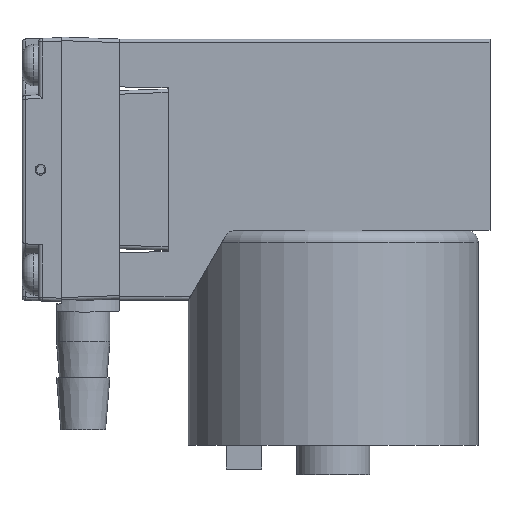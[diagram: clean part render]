
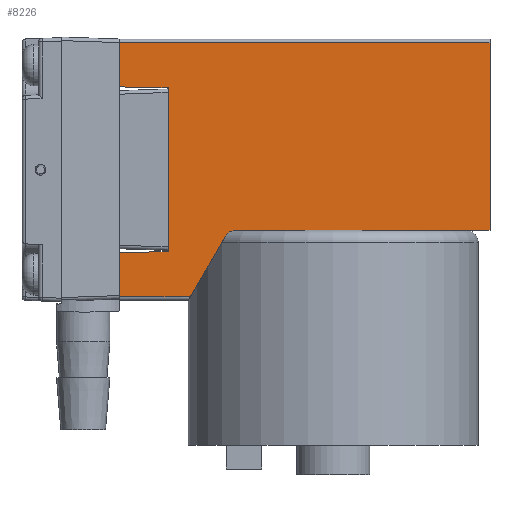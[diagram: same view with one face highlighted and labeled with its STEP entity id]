
A CAD part, left-side view. The second image highlights one B-rep face of the part: STEP entity #8226.
In plain terms, the highlighted planar face has unit normal (-1, 0, 0).
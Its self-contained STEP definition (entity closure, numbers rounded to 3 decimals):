
#90 = LINE ( 'NONE', #7519, #15722 ) ;
#824 = CARTESIAN_POINT ( 'NONE',  ( -11., 26.1, -6.9 ) ) ;
#874 = ORIENTED_EDGE ( 'NONE', *, *, #17751, .T. ) ;
#881 = CARTESIAN_POINT ( 'NONE',  ( -11., 30.2, 6.972 ) ) ;
#962 = DIRECTION ( 'NONE',  ( 1., 0., 0. ) ) ;
#1039 = VECTOR ( 'NONE', #12245, 1000. ) ;
#1086 = DIRECTION ( 'NONE',  ( -1., 0., 0. ) ) ;
#1206 = CARTESIAN_POINT ( 'NONE',  ( -11., 30.2, -6.972 ) ) ;
#1394 = VERTEX_POINT ( 'NONE', #6141 ) ;
#1684 = VERTEX_POINT ( 'NONE', #881 ) ;
#1910 = DIRECTION ( 'NONE',  ( 0., 0., 1. ) ) ;
#1975 = ORIENTED_EDGE ( 'NONE', *, *, #17314, .T. ) ;
#2331 = VERTEX_POINT ( 'NONE', #15951 ) ;
#2531 = ORIENTED_EDGE ( 'NONE', *, *, #15913, .F. ) ;
#2780 = VERTEX_POINT ( 'NONE', #3904 ) ;
#3005 = DIRECTION ( 'NONE',  ( 0., 1., -0.017 ) ) ;
#3418 = LINE ( 'NONE', #5693, #19052 ) ;
#3552 = ORIENTED_EDGE ( 'NONE', *, *, #17429, .T. ) ;
#3709 = VERTEX_POINT ( 'NONE', #9120 ) ;
#3790 = ORIENTED_EDGE ( 'NONE', *, *, #16036, .T. ) ;
#3804 = EDGE_CURVE ( 'NONE', #1394, #8636, #12213, .T. ) ;
#3904 = CARTESIAN_POINT ( 'NONE',  ( -11., 20.416, -5.1 ) ) ;
#3954 = CARTESIAN_POINT ( 'NONE',  ( -11., 30.2, 10.7 ) ) ;
#4464 = EDGE_CURVE ( 'NONE', #2331, #10836, #3418, .T. ) ;
#4637 = EDGE_CURVE ( 'NONE', #17712, #3709, #90, .T. ) ;
#4882 = EDGE_LOOP ( 'NONE', ( #9404, #1975, #3790, #874, #11554, #8007, #3552, #12531, #2531, #10249, #9346 ) ) ;
#5059 = EDGE_CURVE ( 'NONE', #17712, #8636, #11466, .T. ) ;
#5203 = DIRECTION ( 'NONE',  ( 0., 0., 1. ) ) ;
#5578 = AXIS2_PLACEMENT_3D ( 'NONE', #7111, #1086, #11700 ) ;
#5693 = CARTESIAN_POINT ( 'NONE',  ( -11., -1., 11. ) ) ;
#5746 = DIRECTION ( 'NONE',  ( 0., 1., 0.017 ) ) ;
#5902 = CARTESIAN_POINT ( 'NONE',  ( -11., 21.282, -5.6 ) ) ;
#6141 = CARTESIAN_POINT ( 'NONE',  ( -11., 30.2, -10.7 ) ) ;
#6205 = CIRCLE ( 'NONE', #19058, 1. ) ;
#7111 = CARTESIAN_POINT ( 'NONE',  ( -11., 29.5, 11. ) ) ;
#7321 = CARTESIAN_POINT ( 'NONE',  ( -11., 29.571, 6.961 ) ) ;
#7519 = CARTESIAN_POINT ( 'NONE',  ( -11., 26.1, -6.9 ) ) ;
#7570 = CARTESIAN_POINT ( 'NONE',  ( -11., 26.1, -6.9 ) ) ;
#7703 = CARTESIAN_POINT ( 'NONE',  ( -11., 24.4, -11. ) ) ;
#8007 = ORIENTED_EDGE ( 'NONE', *, *, #4464, .F. ) ;
#8226 = ADVANCED_FACE ( 'NONE', ( #14928 ), #10174, .T. ) ;
#8636 = VERTEX_POINT ( 'NONE', #1206 ) ;
#8692 = CARTESIAN_POINT ( 'NONE',  ( -11., 24.227, -10.7 ) ) ;
#8707 = VERTEX_POINT ( 'NONE', #5902 ) ;
#8735 = CARTESIAN_POINT ( 'NONE',  ( -11., 29.5, -10.7 ) ) ;
#9096 = LINE ( 'NONE', #7703, #1039 ) ;
#9113 = DIRECTION ( 'NONE',  ( 0., 1., 0. ) ) ;
#9120 = CARTESIAN_POINT ( 'NONE',  ( -11., 26.1, 6.9 ) ) ;
#9315 = DIRECTION ( 'NONE',  ( 0., 1., 0. ) ) ;
#9346 = ORIENTED_EDGE ( 'NONE', *, *, #5059, .T. ) ;
#9404 = ORIENTED_EDGE ( 'NONE', *, *, #3804, .F. ) ;
#9782 = LINE ( 'NONE', #8735, #13356 ) ;
#10034 = CARTESIAN_POINT ( 'NONE',  ( -11., 20.416, -6.1 ) ) ;
#10174 = PLANE ( 'NONE',  #5578 ) ;
#10249 = ORIENTED_EDGE ( 'NONE', *, *, #4637, .F. ) ;
#10581 = VECTOR ( 'NONE', #5203, 1000. ) ;
#10595 = DIRECTION ( 'NONE',  ( 0., 0., 1. ) ) ;
#10836 = VERTEX_POINT ( 'NONE', #19205 ) ;
#11010 = LINE ( 'NONE', #7321, #15047 ) ;
#11447 = LINE ( 'NONE', #16677, #19010 ) ;
#11466 = LINE ( 'NONE', #7570, #18547 ) ;
#11554 = ORIENTED_EDGE ( 'NONE', *, *, #13458, .F. ) ;
#11579 = DIRECTION ( 'NONE',  ( 0., -1., 0. ) ) ;
#11700 = DIRECTION ( 'NONE',  ( 0., -1., 0. ) ) ;
#12213 = LINE ( 'NONE', #12525, #15740 ) ;
#12245 = DIRECTION ( 'NONE',  ( 0., -0.5, 0.866 ) ) ;
#12525 = CARTESIAN_POINT ( 'NONE',  ( -11., 30.2, -11. ) ) ;
#12531 = ORIENTED_EDGE ( 'NONE', *, *, #14112, .F. ) ;
#12753 = VERTEX_POINT ( 'NONE', #8692 ) ;
#13338 = DIRECTION ( 'NONE',  ( 0., -1., 0. ) ) ;
#13356 = VECTOR ( 'NONE', #13338, 1000. ) ;
#13458 = EDGE_CURVE ( 'NONE', #10836, #2780, #19582, .T. ) ;
#14112 = EDGE_CURVE ( 'NONE', #1684, #18246, #14134, .T. ) ;
#14134 = LINE ( 'NONE', #14298, #10581 ) ;
#14298 = CARTESIAN_POINT ( 'NONE',  ( -11., 30.2, 6.9 ) ) ;
#14928 = FACE_OUTER_BOUND ( 'NONE', #4882, .T. ) ;
#15047 = VECTOR ( 'NONE', #5746, 1000. ) ;
#15722 = VECTOR ( 'NONE', #10595, 1000. ) ;
#15740 = VECTOR ( 'NONE', #1910, 1000. ) ;
#15913 = EDGE_CURVE ( 'NONE', #3709, #1684, #11010, .T. ) ;
#15951 = CARTESIAN_POINT ( 'NONE',  ( -11., -1., 10.7 ) ) ;
#16036 = EDGE_CURVE ( 'NONE', #12753, #8707, #9096, .T. ) ;
#16050 = VECTOR ( 'NONE', #9315, 1000. ) ;
#16677 = CARTESIAN_POINT ( 'NONE',  ( -11., 29.5, 10.7 ) ) ;
#17314 = EDGE_CURVE ( 'NONE', #1394, #12753, #9782, .T. ) ;
#17429 = EDGE_CURVE ( 'NONE', #2331, #18246, #11447, .T. ) ;
#17712 = VERTEX_POINT ( 'NONE', #824 ) ;
#17751 = EDGE_CURVE ( 'NONE', #8707, #2780, #6205, .T. ) ;
#18246 = VERTEX_POINT ( 'NONE', #3954 ) ;
#18393 = CARTESIAN_POINT ( 'NONE',  ( -11., 0., -5.1 ) ) ;
#18547 = VECTOR ( 'NONE', #3005, 1000. ) ;
#19010 = VECTOR ( 'NONE', #9113, 1000. ) ;
#19052 = VECTOR ( 'NONE', #19311, 1000. ) ;
#19058 = AXIS2_PLACEMENT_3D ( 'NONE', #10034, #962, #11579 ) ;
#19205 = CARTESIAN_POINT ( 'NONE',  ( -11., -1., -5.1 ) ) ;
#19311 = DIRECTION ( 'NONE',  ( 0., 0., -1. ) ) ;
#19582 = LINE ( 'NONE', #18393, #16050 ) ;
